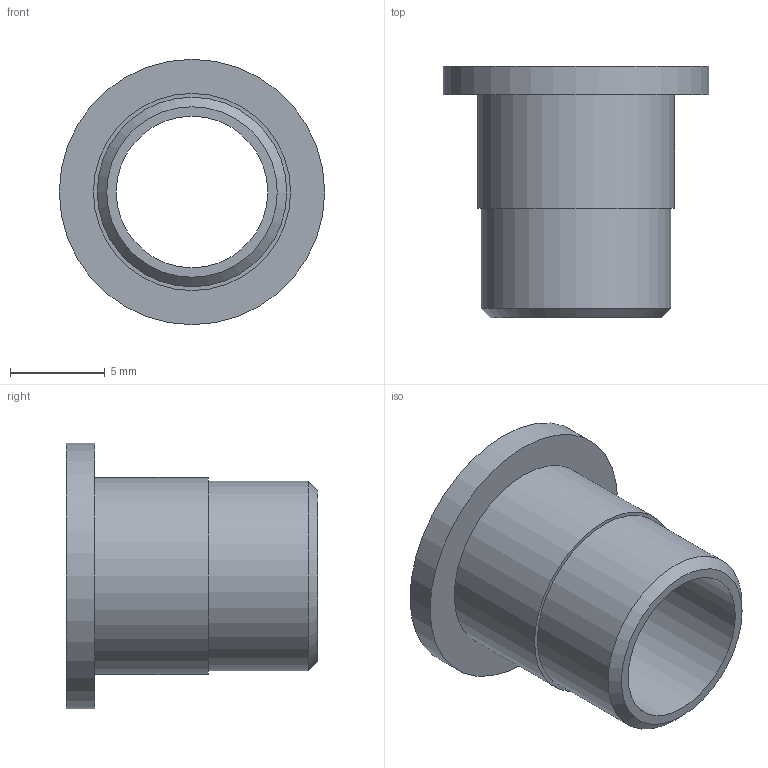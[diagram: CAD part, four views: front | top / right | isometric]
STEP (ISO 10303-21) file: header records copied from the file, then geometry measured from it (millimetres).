
FILE_DESCRIPTION(/* description */ ('BOCCOLA CERNIERA DI. 8 DE. 10'),/* implementation_level */ '2;1');
FILE_NAME(/* name */ 'DBOXX0000006.stp',/* time_stamp */ '2018-11-08T18:03:47+01:00',/* author */ ('fzagni'),/* organization */ (''),/* preprocessor_version */ 'ST-DEVELOPER v16.1',/* originating_system */ 'Autodesk Inventor 2016',/* authorisation */ '');
FILE_SCHEMA (('AUTOMOTIVE_DESIGN { 1 0 10303 214 3 1 1 }'));
Length unit declared in the file: millimetre
Products named in the file (1): XC30230
Bounding box: 14 x 13.28 x 14 mm (x, y, z)
Volume: 523.2 mm3; surface area: 975.1 mm2
Topology: 1 solids, 1 shells, 9 faces, 14 edges, 9 vertices
Faces by surface type: plane 4, cylinder 4, cone 1
Full cylindrical faces by diameter (mm): 8 x1, 10 x1, 10.4 x1, 14 x1
Entity records: 212 total; most frequent: DIRECTION 38, CARTESIAN_POINT 28, AXIS2_PLACEMENT_3D 19, EDGE_LOOP 18, ORIENTED_EDGE 18, FACE_BOUND 9, FACE_OUTER_BOUND 9, CIRCLE 9
